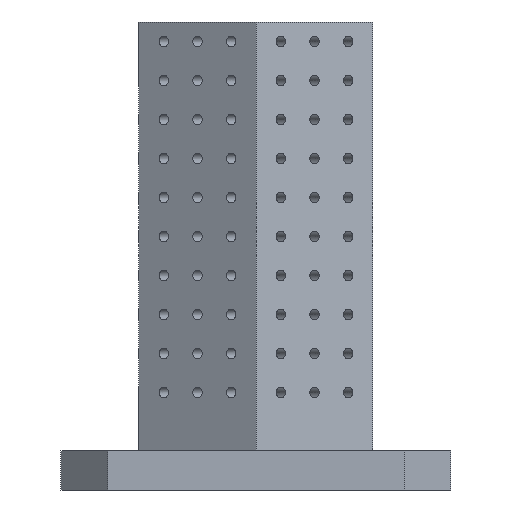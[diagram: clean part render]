
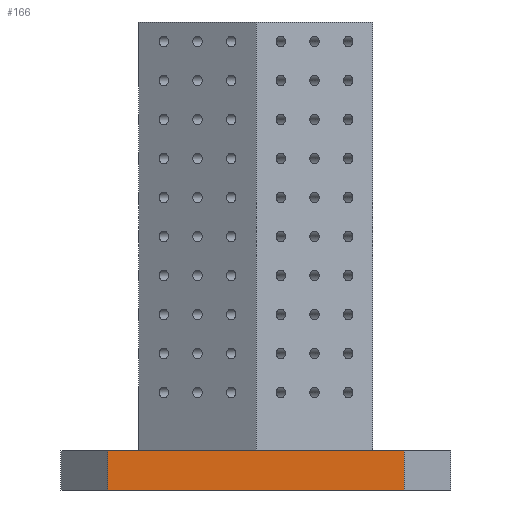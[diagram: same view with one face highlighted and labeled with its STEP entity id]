
A CAD part, left-side view. The second image highlights one B-rep face of the part: STEP entity #166.
In plain terms, the highlighted planar face has unit normal (-1, 0, 0).
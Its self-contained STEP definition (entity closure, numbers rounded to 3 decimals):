
#166 = ADVANCED_FACE( '', ( #1016 ), #1017, .F. );
#1016 = FACE_OUTER_BOUND( '', #2403, .T. );
#1017 = PLANE( '', #2404 );
#2403 = EDGE_LOOP( '', ( #4528, #4529, #4530, #4531 ) );
#2404 = AXIS2_PLACEMENT_3D( '', #4532, #4533, #4534 );
#4528 = ORIENTED_EDGE( '', *, *, #7356, .F. );
#4529 = ORIENTED_EDGE( '', *, *, #7521, .T. );
#4530 = ORIENTED_EDGE( '', *, *, #7160, .T. );
#4531 = ORIENTED_EDGE( '', *, *, #6731, .T. );
#4532 = CARTESIAN_POINT( '', ( -250., 250., 50. ) );
#4533 = DIRECTION( '', ( 1., 0., 0. ) );
#4534 = DIRECTION( '', ( 0., 1., 0. ) );
#6731 = EDGE_CURVE( '', #7797, #7794, #7798, .T. );
#7160 = EDGE_CURVE( '', #8573, #7797, #8574, .T. );
#7356 = EDGE_CURVE( '', #8944, #7794, #8946, .T. );
#7521 = EDGE_CURVE( '', #8944, #8573, #9267, .T. );
#7794 = VERTEX_POINT( '', #9552 );
#7797 = VERTEX_POINT( '', #9556 );
#7798 = LINE( '', #9557, #9558 );
#8573 = VERTEX_POINT( '', #10968 );
#8574 = LINE( '', #10969, #10970 );
#8944 = VERTEX_POINT( '', #11433 );
#8946 = LINE( '', #11436, #11437 );
#9267 = LINE( '', #11773, #11774 );
#9552 = CARTESIAN_POINT( '', ( -250., -190., 50. ) );
#9556 = CARTESIAN_POINT( '', ( -250., -190., 0. ) );
#9557 = CARTESIAN_POINT( '', ( -250., -190., 50. ) );
#9558 = VECTOR( '', #14451, 1000. );
#10968 = CARTESIAN_POINT( '', ( -250., 190., 0. ) );
#10969 = CARTESIAN_POINT( '', ( -250., 250., 0. ) );
#10970 = VECTOR( '', #15296, 1000. );
#11433 = CARTESIAN_POINT( '', ( -250., 190., 50. ) );
#11436 = CARTESIAN_POINT( '', ( -250., 250., 50. ) );
#11437 = VECTOR( '', #15694, 1000. );
#11773 = CARTESIAN_POINT( '', ( -250., 190., 50. ) );
#11774 = VECTOR( '', #16157, 1000. );
#14451 = DIRECTION( '', ( 0., 0., 1. ) );
#15296 = DIRECTION( '', ( 0., -1., 0. ) );
#15694 = DIRECTION( '', ( 0., -1., 0. ) );
#16157 = DIRECTION( '', ( 0., 0., -1. ) );
